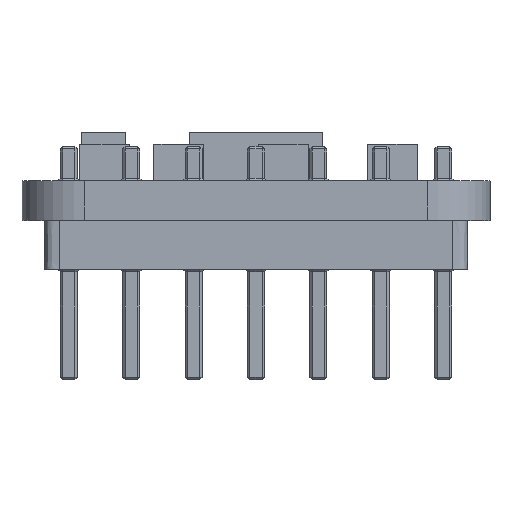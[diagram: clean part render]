
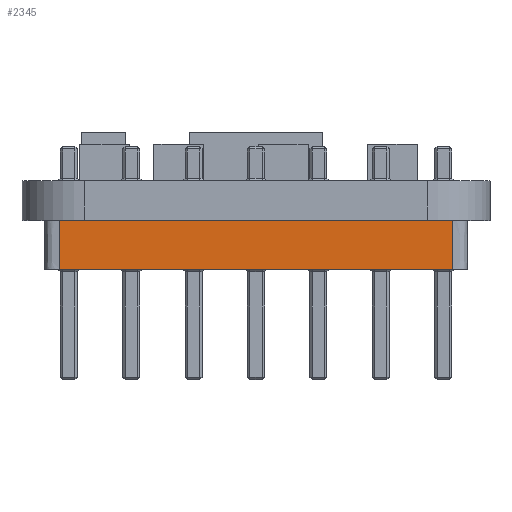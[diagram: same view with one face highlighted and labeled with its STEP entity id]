
A CAD part, top view. The second image highlights one B-rep face of the part: STEP entity #2345.
In plain terms, the highlighted planar face has unit normal (0, 0, 1).
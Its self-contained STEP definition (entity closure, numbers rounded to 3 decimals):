
#29 = CARTESIAN_POINT ( 'NONE',  ( 8.005, -1.333, -1.55 ) ) ;
#511 = EDGE_CURVE ( 'NONE', #5833, #7182, #13885, .T. ) ;
#735 = EDGE_LOOP ( 'NONE', ( #8803, #3471, #6071, #13121 ) ) ;
#1257 = VECTOR ( 'NONE', #12624, 1000. ) ;
#2345 = ADVANCED_FACE ( 'NONE', ( #6389 ), #14191, .F. ) ;
#2477 = CARTESIAN_POINT ( 'NONE',  ( 8.005, 0., -1.55 ) ) ;
#2577 = CARTESIAN_POINT ( 'NONE',  ( -8.605, -2., -1.55 ) ) ;
#2806 = CARTESIAN_POINT ( 'NONE',  ( -8.005, -0.667, -1.55 ) ) ;
#3063 = CARTESIAN_POINT ( 'NONE',  ( -8.005, 0., -1.55 ) ) ;
#3471 = ORIENTED_EDGE ( 'NONE', *, *, #511, .T. ) ;
#3828 = VECTOR ( 'NONE', #11438, 1000. ) ;
#3932 = CARTESIAN_POINT ( 'NONE',  ( 8.005, -2., -1.55 ) ) ;
#4511 = EDGE_CURVE ( 'NONE', #7182, #12860, #10011, .T. ) ;
#5733 = VERTEX_POINT ( 'NONE', #16335 ) ;
#5833 = VERTEX_POINT ( 'NONE', #3932 ) ;
#6071 = ORIENTED_EDGE ( 'NONE', *, *, #4511, .T. ) ;
#6389 = FACE_OUTER_BOUND ( 'NONE', #735, .T. ) ;
#6518 = CARTESIAN_POINT ( 'NONE',  ( 8.005, 0., -1.55 ) ) ;
#6645 = CARTESIAN_POINT ( 'NONE',  ( -8.005, -2., -1.55 ) ) ;
#7182 = VERTEX_POINT ( 'NONE', #6518 ) ;
#7763 = DIRECTION ( 'NONE',  ( 0., 0., -1. ) ) ;
#7854 = DIRECTION ( 'NONE',  ( -1., 0., 0. ) ) ;
#8803 = ORIENTED_EDGE ( 'NONE', *, *, #10464, .F. ) ;
#8804 = CARTESIAN_POINT ( 'NONE',  ( 8.005, -2., -1.55 ) ) ;
#9348 = B_SPLINE_CURVE_WITH_KNOTS ( 'NONE', 3,
 ( #3063, #2806, #12083, #6645 ),
 .UNSPECIFIED., .F., .F.,
 ( 4, 4 ),
 ( 0., 1. ),
 .UNSPECIFIED. ) ;
#9362 = EDGE_CURVE ( 'NONE', #12860, #5733, #9348, .T. ) ;
#10011 = LINE ( 'NONE', #15149, #1257 ) ;
#10065 = CARTESIAN_POINT ( 'NONE',  ( 8.005, -0.667, -1.55 ) ) ;
#10464 = EDGE_CURVE ( 'NONE', #5833, #5733, #14102, .T. ) ;
#11438 = DIRECTION ( 'NONE',  ( -1., 0., 0. ) ) ;
#12083 = CARTESIAN_POINT ( 'NONE',  ( -8.005, -1.333, -1.55 ) ) ;
#12624 = DIRECTION ( 'NONE',  ( -1., 0., 0. ) ) ;
#12699 = CARTESIAN_POINT ( 'NONE',  ( -8.605, -2., -1.55 ) ) ;
#12860 = VERTEX_POINT ( 'NONE', #16751 ) ;
#13121 = ORIENTED_EDGE ( 'NONE', *, *, #9362, .T. ) ;
#13885 = B_SPLINE_CURVE_WITH_KNOTS ( 'NONE', 3,
 ( #8804, #29, #10065, #2477 ),
 .UNSPECIFIED., .F., .F.,
 ( 4, 4 ),
 ( 0., 1. ),
 .UNSPECIFIED. ) ;
#14102 = LINE ( 'NONE', #12699, #3828 ) ;
#14191 = PLANE ( 'NONE',  #14302 ) ;
#14302 = AXIS2_PLACEMENT_3D ( 'NONE', #2577, #7763, #7854 ) ;
#15149 = CARTESIAN_POINT ( 'NONE',  ( -8.605, 0., -1.55 ) ) ;
#16335 = CARTESIAN_POINT ( 'NONE',  ( -8.005, -2., -1.55 ) ) ;
#16751 = CARTESIAN_POINT ( 'NONE',  ( -8.005, 0., -1.55 ) ) ;
